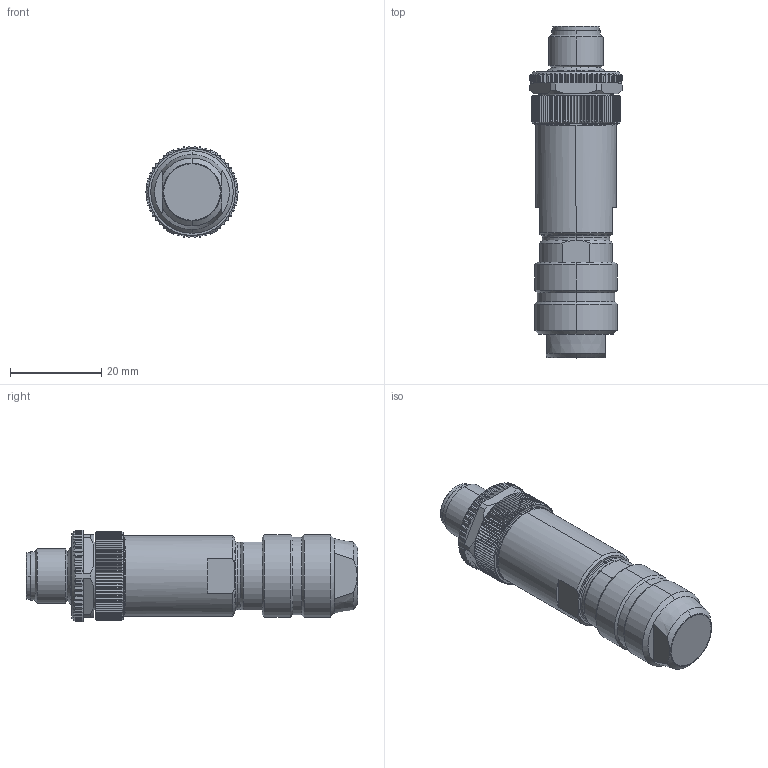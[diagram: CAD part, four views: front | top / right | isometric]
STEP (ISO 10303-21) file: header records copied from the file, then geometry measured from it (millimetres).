
FILE_DESCRIPTION((''),'2;1');
FILE_NAME('DM_CAD-1105A','2017-04-12T',('creinig-se'),(''),'PRO/ENGINEER BY PARAMETRIC TECHNOLOGY CORPORATION, 2015440','PRO/ENGINEER BY PARAMETRIC TECHNOLOGY CORPORATION, 2015440','');
FILE_SCHEMA(('CONFIG_CONTROL_DESIGN'));
Length unit declared in the file: millimetre
Products named in the file (1): DM_CAD-1105A
Bounding box: 20.2 x 72.8 x 20.16 mm (x, y, z)
Volume: 15860.4 mm3; surface area: 5227.4 mm2
Topology: 1 solids, 1 shells, 848 faces, 2130 edges, 1290 vertices
Faces by surface type: plane 357, cylinder 242, cone 229, torus 12, sphere 8
Entity records: 33879 total; most frequent: CARTESIAN_POINT 7354, ORIENTED_EDGE 4242, DIRECTION 3853, PRESENTATION_STYLE_ASSIGNMENT 2181, STYLED_ITEM 2124, CURVE_STYLE 2123, EDGE_CURVE 2121, AXIS2_PLACEMENT_3D 1542
